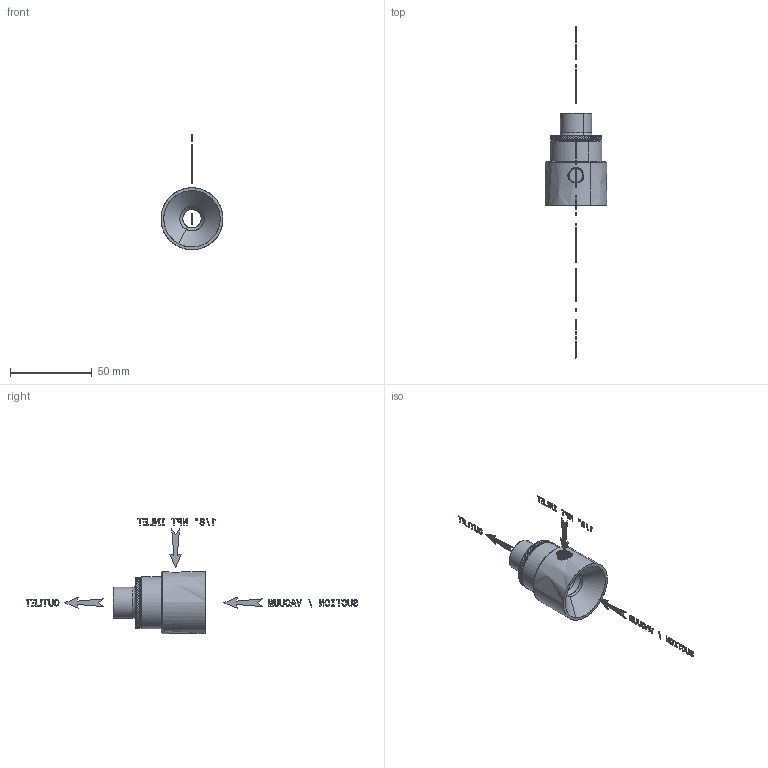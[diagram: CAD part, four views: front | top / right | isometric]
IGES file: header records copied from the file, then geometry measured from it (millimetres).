
Start section: SolidWorks IGES file using analytic representation for surfaces
Global section: file name: ADJ AIR AMP 40000-40000S.IGS; native system: SolidWorks 2020; preprocessor: SolidWorks 2020; author: Ammad; date: 210410.104504; units: millimetre
Bounding box: 38 x 203.55 x 70.8 mm (x, y, z)
Surface area: 11310.2 mm2 (no closed solid volume)
Topology: 0 solids, 0 shells, 2736 faces, 15286 edges, 15286 vertices
Faces by surface type: bspline 2736
